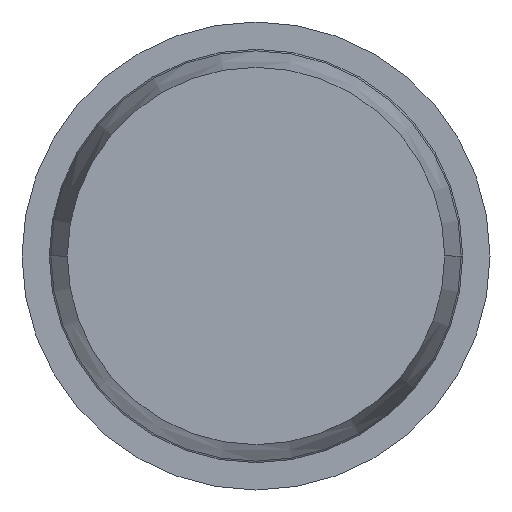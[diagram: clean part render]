
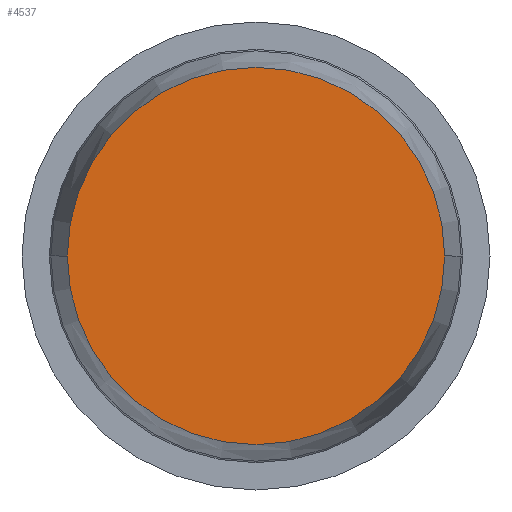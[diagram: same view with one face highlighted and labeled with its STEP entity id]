
A CAD part, front view. The second image highlights one B-rep face of the part: STEP entity #4537.
In plain terms, the highlighted planar face has unit normal (0, -1, 0).
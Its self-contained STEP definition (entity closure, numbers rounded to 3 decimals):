
#207 = DIRECTION ( 'NONE',  ( 1., 0., 0. ) ) ;
#299 = EDGE_CURVE ( 'Defeature ausgef�hrt1_2+Defeature ausgef�hrt1_11+Defeature ausgef�hrt1_11+Defeature ausgef�hrt1_11', #3537, #1260, #4522, .T. ) ;
#427 = DIRECTION ( 'NONE',  ( 0., -1., 0. ) ) ;
#548 = DIRECTION ( 'NONE',  ( 0., -1., 0. ) ) ;
#603 = DIRECTION ( 'NONE',  ( 0., -1., 0. ) ) ;
#647 = CIRCLE ( 'NONE', #4108, 1.209 ) ;
#1260 = VERTEX_POINT ( 'NONE', #2974 ) ;
#1308 = CARTESIAN_POINT ( 'NONE',  ( 0., -19., 0. ) ) ;
#1330 = PLANE ( 'NONE',  #1623 ) ;
#1623 = AXIS2_PLACEMENT_3D ( 'NONE', #4280, #603, #207 ) ;
#2000 = DIRECTION ( 'NONE',  ( 1., 0., 0. ) ) ;
#2278 = DIRECTION ( 'NONE',  ( 1., 0., 0. ) ) ;
#2974 = CARTESIAN_POINT ( 'NONE',  ( -1.209, -19., 0. ) ) ;
#3208 = EDGE_CURVE ( 'Defeature ausgef�hrt1_2+Defeature ausgef�hrt1_11+Defeature ausgef�hrt1_11+Defeature ausgef�hrt1_11', #1260, #3537, #647, .T. ) ;
#3209 = CARTESIAN_POINT ( 'NONE',  ( 1.209, -19., 0. ) ) ;
#3537 = VERTEX_POINT ( 'NONE', #3209 ) ;
#3778 = EDGE_LOOP ( 'NONE', ( #3880, #4094 ) ) ;
#3880 = ORIENTED_EDGE ( 'NONE', *, *, #3208, .T. ) ;
#4094 = ORIENTED_EDGE ( 'NONE', *, *, #299, .T. ) ;
#4108 = AXIS2_PLACEMENT_3D ( 'NONE', #4482, #427, #2278 ) ;
#4280 = CARTESIAN_POINT ( 'NONE',  ( 0., -19., 0. ) ) ;
#4311 = FACE_OUTER_BOUND ( 'NONE', #3778, .T. ) ;
#4462 = AXIS2_PLACEMENT_3D ( 'NONE', #1308, #548, #2000 ) ;
#4482 = CARTESIAN_POINT ( 'NONE',  ( 0., -19., 0. ) ) ;
#4522 = CIRCLE ( 'NONE', #4462, 1.209 ) ;
#4537 = ADVANCED_FACE ( 'Defeature ausgef�hrt1_2', ( #4311 ), #1330, .T. ) ;
